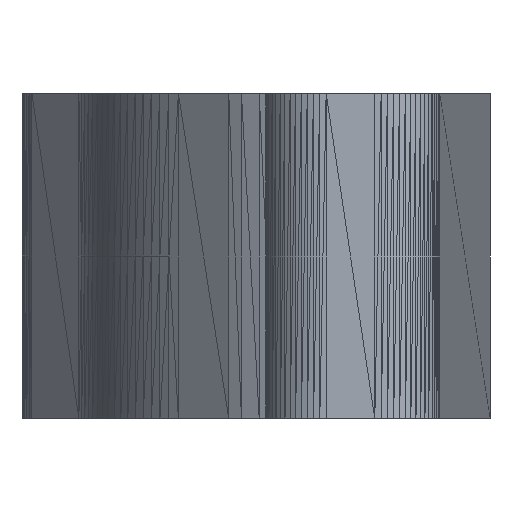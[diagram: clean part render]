
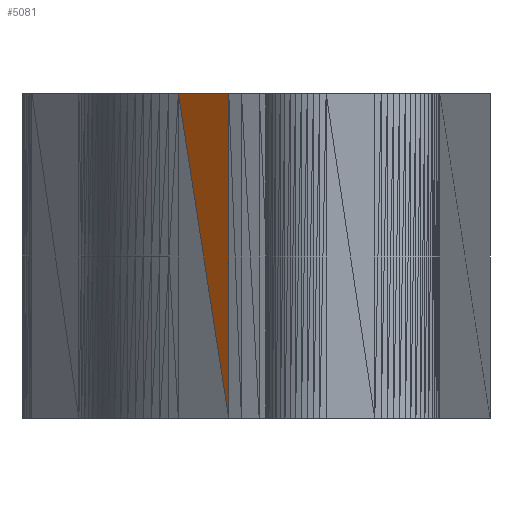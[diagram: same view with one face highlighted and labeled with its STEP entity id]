
A CAD part, front view. The second image highlights one B-rep face of the part: STEP entity #5081.
In plain terms, the highlighted planar face has unit normal (-0.676, -0.737, 0).
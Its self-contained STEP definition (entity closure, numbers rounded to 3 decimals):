
#410 = ORIENTED_EDGE ( 'NONE', *, *, #4174, .T. ) ;
#3111 = FACE_OUTER_BOUND ( 'NONE', #10026, .T. ) ;
#3743 = AXIS2_PLACEMENT_3D ( 'NONE', #37643, #36767, #5830 ) ;
#4174 = EDGE_CURVE ( 'NONE', #27398, #7757, #10673, .T. ) ;
#4573 = CARTESIAN_POINT ( 'NONE',  ( -37.614, -16.918, 11.751 ) ) ;
#5081 = ADVANCED_FACE ( 'NONE', ( #3111 ), #19840, .F. ) ;
#5830 = DIRECTION ( 'NONE',  ( -0.737, 0.676, 0. ) ) ;
#7285 = DIRECTION ( 'NONE',  ( 0., 0., 1. ) ) ;
#7757 = VERTEX_POINT ( 'NONE', #42109 ) ;
#10026 = EDGE_LOOP ( 'NONE', ( #23254, #23585, #410 ) ) ;
#10673 = LINE ( 'NONE', #24445, #12706 ) ;
#12706 = VECTOR ( 'NONE', #7285, 1000. ) ;
#13965 = LINE ( 'NONE', #23690, #16067 ) ;
#14289 = EDGE_CURVE ( 'NONE', #16468, #7757, #13965, .T. ) ;
#16067 = VECTOR ( 'NONE', #37461, 1000. ) ;
#16468 = VERTEX_POINT ( 'NONE', #40275 ) ;
#19840 = PLANE ( 'NONE',  #3743 ) ;
#23254 = ORIENTED_EDGE ( 'NONE', *, *, #14289, .F. ) ;
#23585 = ORIENTED_EDGE ( 'NONE', *, *, #33488, .F. ) ;
#23690 = CARTESIAN_POINT ( 'NONE',  ( -39.244, -15.424, 22.251 ) ) ;
#24445 = CARTESIAN_POINT ( 'NONE',  ( -37.614, -16.918, 11.751 ) ) ;
#26704 = CARTESIAN_POINT ( 'NONE',  ( -37.614, -16.918, 11.751 ) ) ;
#27302 = VECTOR ( 'NONE', #42482, 1000. ) ;
#27398 = VERTEX_POINT ( 'NONE', #26704 ) ;
#33488 = EDGE_CURVE ( 'NONE', #27398, #16468, #35498, .T. ) ;
#35498 = LINE ( 'NONE', #4573, #27302 ) ;
#36767 = DIRECTION ( 'NONE',  ( 0.676, 0.737, 0. ) ) ;
#37461 = DIRECTION ( 'NONE',  ( 0.737, -0.676, 0. ) ) ;
#37643 = CARTESIAN_POINT ( 'NONE',  ( -24.667, -28.782, -0.85 ) ) ;
#40275 = CARTESIAN_POINT ( 'NONE',  ( -39.244, -15.424, 22.251 ) ) ;
#42109 = CARTESIAN_POINT ( 'NONE',  ( -37.614, -16.918, 22.251 ) ) ;
#42482 = DIRECTION ( 'NONE',  ( -0.152, 0.139, 0.979 ) ) ;
